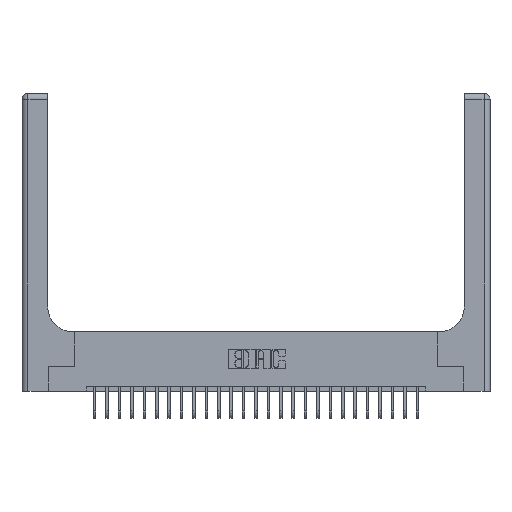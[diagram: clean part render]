
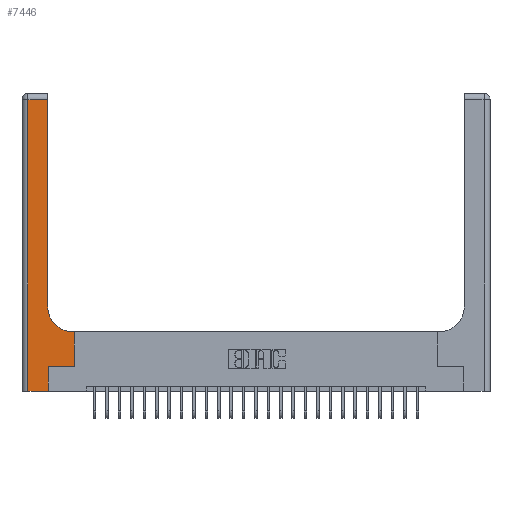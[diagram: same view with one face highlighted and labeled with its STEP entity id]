
A CAD part, top view. The second image highlights one B-rep face of the part: STEP entity #7446.
In plain terms, the highlighted planar face has unit normal (0, 0, 1).
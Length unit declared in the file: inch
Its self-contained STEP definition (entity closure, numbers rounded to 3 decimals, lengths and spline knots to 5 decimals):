
#55 = EDGE_CURVE ( 'NONE', #25382, #16535, #9542, .T. ) ;
#627 = CARTESIAN_POINT ( 'NONE',  ( 0., 2.94, 0.37 ) ) ;
#1086 = CARTESIAN_POINT ( 'NONE',  ( 0.265, 0., 0.37 ) ) ;
#1333 = CARTESIAN_POINT ( 'NONE',  ( 0.528, 0.6, 0.37 ) ) ;
#3063 = ORIENTED_EDGE ( 'NONE', *, *, #23178, .T. ) ;
#3140 = LINE ( 'NONE', #1086, #17291 ) ;
#3160 = LINE ( 'NONE', #5750, #10684 ) ;
#3428 = DIRECTION ( 'NONE',  ( -1., 0., 0. ) ) ;
#3452 = VERTEX_POINT ( 'NONE', #17582 ) ;
#3499 = DIRECTION ( 'NONE',  ( 0., 0., -1. ) ) ;
#4489 = EDGE_CURVE ( 'NONE', #16535, #13656, #7913, .T. ) ;
#4777 = EDGE_CURVE ( 'NONE', #13656, #3452, #11046, .T. ) ;
#5486 = DIRECTION ( 'NONE',  ( 0., -1., 0. ) ) ;
#5524 = EDGE_CURVE ( 'NONE', #12993, #25382, #24387, .T. ) ;
#5546 = DIRECTION ( 'NONE',  ( -1., 0., 0. ) ) ;
#5569 = EDGE_LOOP ( 'NONE', ( #14041, #14337, #21063, #9622, #3063, #18422, #6413, #22539, #22955 ) ) ;
#5750 = CARTESIAN_POINT ( 'NONE',  ( 0.06, 3., 0.37 ) ) ;
#6127 = LINE ( 'NONE', #13084, #17627 ) ;
#6413 = ORIENTED_EDGE ( 'NONE', *, *, #8717, .T. ) ;
#6936 = VERTEX_POINT ( 'NONE', #9740 ) ;
#7446 = ADVANCED_FACE ( 'NONE', ( #16258 ), #13917, .F. ) ;
#7913 = LINE ( 'NONE', #26684, #26210 ) ;
#8717 = EDGE_CURVE ( 'NONE', #23717, #12993, #10953, .T. ) ;
#9448 = DIRECTION ( 'NONE',  ( 0., 1., 0. ) ) ;
#9542 = CIRCLE ( 'NONE', #23539, 0.25 ) ;
#9622 = ORIENTED_EDGE ( 'NONE', *, *, #11503, .T. ) ;
#9740 = CARTESIAN_POINT ( 'NONE',  ( 0.265, 0., 0.37 ) ) ;
#10684 = VECTOR ( 'NONE', #5486, 39.37008 ) ;
#10876 = CARTESIAN_POINT ( 'NONE',  ( 0.26, 2.94, 0.37 ) ) ;
#10953 = LINE ( 'NONE', #13275, #13454 ) ;
#10996 = CARTESIAN_POINT ( 'NONE',  ( 0.528, 0.25, 0.37 ) ) ;
#11046 = LINE ( 'NONE', #627, #18392 ) ;
#11201 = DIRECTION ( 'NONE',  ( 1., 0., 0. ) ) ;
#11503 = EDGE_CURVE ( 'NONE', #22612, #6936, #25715, .T. ) ;
#11696 = AXIS2_PLACEMENT_3D ( 'NONE', #16120, #3499, #5546 ) ;
#12993 = VERTEX_POINT ( 'NONE', #1333 ) ;
#13084 = CARTESIAN_POINT ( 'NONE',  ( 0.265, 0.25, 0.37 ) ) ;
#13218 = DIRECTION ( 'NONE',  ( 1., 0., 0. ) ) ;
#13275 = CARTESIAN_POINT ( 'NONE',  ( 0.528, 0.25, 0.37 ) ) ;
#13344 = DIRECTION ( 'NONE',  ( 1., 0., 0. ) ) ;
#13454 = VECTOR ( 'NONE', #21630, 39.37008 ) ;
#13656 = VERTEX_POINT ( 'NONE', #10876 ) ;
#13917 = PLANE ( 'NONE',  #11696 ) ;
#14041 = ORIENTED_EDGE ( 'NONE', *, *, #4489, .T. ) ;
#14337 = ORIENTED_EDGE ( 'NONE', *, *, #4777, .T. ) ;
#14430 = VECTOR ( 'NONE', #11201, 39.37008 ) ;
#14706 = CARTESIAN_POINT ( 'NONE',  ( 0.26, 0.85, 0.37 ) ) ;
#15240 = CARTESIAN_POINT ( 'NONE',  ( 0.06, 0., 0.37 ) ) ;
#16084 = EDGE_CURVE ( 'NONE', #25033, #23717, #6127, .T. ) ;
#16120 = CARTESIAN_POINT ( 'NONE',  ( 0., 3., 0.37 ) ) ;
#16258 = FACE_OUTER_BOUND ( 'NONE', #5569, .T. ) ;
#16421 = DIRECTION ( 'NONE',  ( 0., 1., 0. ) ) ;
#16535 = VERTEX_POINT ( 'NONE', #14706 ) ;
#17291 = VECTOR ( 'NONE', #9448, 39.37008 ) ;
#17464 = DIRECTION ( 'NONE',  ( 0., 0., -1. ) ) ;
#17582 = CARTESIAN_POINT ( 'NONE',  ( 0.06, 2.94, 0.37 ) ) ;
#17627 = VECTOR ( 'NONE', #13218, 39.37008 ) ;
#17980 = CARTESIAN_POINT ( 'NONE',  ( 0.26, 0.6, 0.37 ) ) ;
#18392 = VECTOR ( 'NONE', #25697, 39.37008 ) ;
#18422 = ORIENTED_EDGE ( 'NONE', *, *, #16084, .T. ) ;
#19199 = CARTESIAN_POINT ( 'NONE',  ( 0.51, 0.6, 0.37 ) ) ;
#20104 = EDGE_CURVE ( 'NONE', #3452, #22612, #3160, .T. ) ;
#21063 = ORIENTED_EDGE ( 'NONE', *, *, #20104, .T. ) ;
#21613 = CARTESIAN_POINT ( 'NONE',  ( 0., 0., 0.37 ) ) ;
#21630 = DIRECTION ( 'NONE',  ( 0., 1., 0. ) ) ;
#22229 = CARTESIAN_POINT ( 'NONE',  ( 0.51, 0.85, 0.37 ) ) ;
#22539 = ORIENTED_EDGE ( 'NONE', *, *, #5524, .T. ) ;
#22612 = VERTEX_POINT ( 'NONE', #15240 ) ;
#22955 = ORIENTED_EDGE ( 'NONE', *, *, #55, .T. ) ;
#23178 = EDGE_CURVE ( 'NONE', #6936, #25033, #3140, .T. ) ;
#23230 = CARTESIAN_POINT ( 'NONE',  ( 0.265, 0.25, 0.37 ) ) ;
#23539 = AXIS2_PLACEMENT_3D ( 'NONE', #22229, #17464, #13344 ) ;
#23717 = VERTEX_POINT ( 'NONE', #10996 ) ;
#24387 = LINE ( 'NONE', #17980, #26991 ) ;
#25033 = VERTEX_POINT ( 'NONE', #23230 ) ;
#25382 = VERTEX_POINT ( 'NONE', #19199 ) ;
#25697 = DIRECTION ( 'NONE',  ( -1., 0., 0. ) ) ;
#25715 = LINE ( 'NONE', #21613, #14430 ) ;
#26210 = VECTOR ( 'NONE', #16421, 39.37008 ) ;
#26684 = CARTESIAN_POINT ( 'NONE',  ( 0.26, 3., 0.37 ) ) ;
#26991 = VECTOR ( 'NONE', #3428, 39.37008 ) ;
